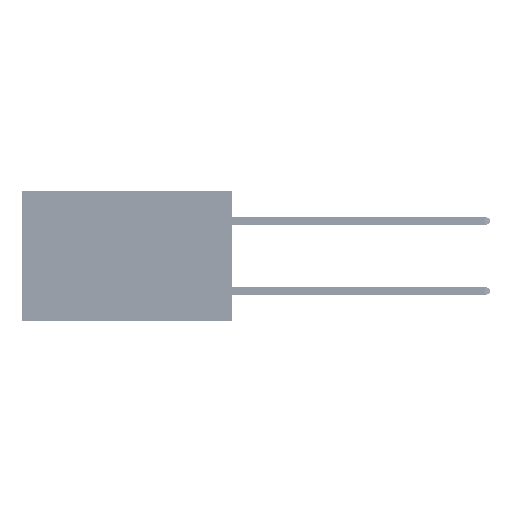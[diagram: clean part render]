
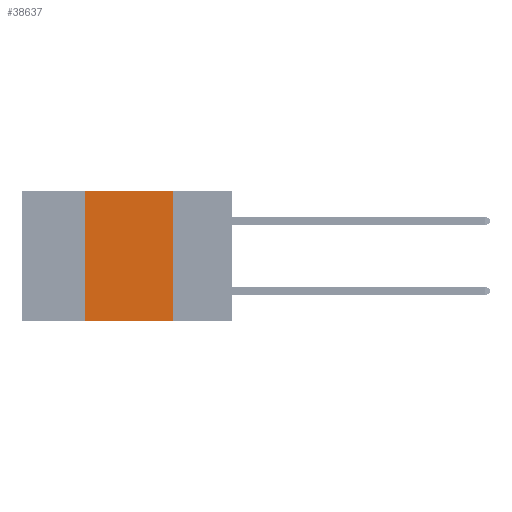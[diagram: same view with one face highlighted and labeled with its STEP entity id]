
A CAD part, left-side view. The second image highlights one B-rep face of the part: STEP entity #38637.
In plain terms, the highlighted planar face has unit normal (-1, 0, 0).
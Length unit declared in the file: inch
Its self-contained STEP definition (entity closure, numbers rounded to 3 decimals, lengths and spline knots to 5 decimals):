
#719 = AXIS2_PLACEMENT_3D ( 'NONE', #28651, #4170, #32662 ) ;
#1163 = EDGE_CURVE ( 'NONE', #45582, #24161, #25829, .T. ) ;
#1515 = VECTOR ( 'NONE', #22791, 39.37008 ) ;
#4170 = DIRECTION ( 'NONE',  ( 1., 0., 0. ) ) ;
#6809 = CARTESIAN_POINT ( 'NONE',  ( 0., 0.17, 0. ) ) ;
#7621 = CARTESIAN_POINT ( 'NONE',  ( 0., 0.17, 0. ) ) ;
#7824 = ORIENTED_EDGE ( 'NONE', *, *, #11659, .F. ) ;
#9725 = VERTEX_POINT ( 'NONE', #41195 ) ;
#10482 = LINE ( 'NONE', #34763, #11760 ) ;
#11659 = EDGE_CURVE ( 'NONE', #9725, #45582, #25697, .T. ) ;
#11760 = VECTOR ( 'NONE', #38743, 39.37008 ) ;
#14875 = LINE ( 'NONE', #18700, #1515 ) ;
#16253 = PLANE ( 'NONE',  #719 ) ;
#18700 = CARTESIAN_POINT ( 'NONE',  ( 0., 0.6, -0.37 ) ) ;
#22791 = DIRECTION ( 'NONE',  ( 0., -1., 0. ) ) ;
#24161 = VERTEX_POINT ( 'NONE', #46658 ) ;
#25697 = LINE ( 'NONE', #51428, #36415 ) ;
#25829 = LINE ( 'NONE', #7621, #35321 ) ;
#26237 = CARTESIAN_POINT ( 'NONE',  ( 0., 0.42, -0.37 ) ) ;
#26420 = ORIENTED_EDGE ( 'NONE', *, *, #39973, .F. ) ;
#27523 = DIRECTION ( 'NONE',  ( 0., -1., 0. ) ) ;
#28651 = CARTESIAN_POINT ( 'NONE',  ( 0., 0.6, 0. ) ) ;
#32662 = DIRECTION ( 'NONE',  ( 0., 0., -1. ) ) ;
#34763 = CARTESIAN_POINT ( 'NONE',  ( 0., 0.42, 0. ) ) ;
#35321 = VECTOR ( 'NONE', #47739, 39.37008 ) ;
#36415 = VECTOR ( 'NONE', #27523, 39.37008 ) ;
#37337 = EDGE_LOOP ( 'NONE', ( #45800, #7824, #26420, #51427 ) ) ;
#38637 = ADVANCED_FACE ( 'NONE', ( #42971 ), #16253, .F. ) ;
#38743 = DIRECTION ( 'NONE',  ( 0., 0., 1. ) ) ;
#39973 = EDGE_CURVE ( 'NONE', #48339, #9725, #10482, .T. ) ;
#40568 = EDGE_CURVE ( 'NONE', #48339, #24161, #14875, .T. ) ;
#41195 = CARTESIAN_POINT ( 'NONE',  ( 0., 0.42, 0. ) ) ;
#42971 = FACE_OUTER_BOUND ( 'NONE', #37337, .T. ) ;
#45582 = VERTEX_POINT ( 'NONE', #6809 ) ;
#45800 = ORIENTED_EDGE ( 'NONE', *, *, #1163, .F. ) ;
#46658 = CARTESIAN_POINT ( 'NONE',  ( 0., 0.17, -0.37 ) ) ;
#47739 = DIRECTION ( 'NONE',  ( 0., 0., -1. ) ) ;
#48339 = VERTEX_POINT ( 'NONE', #26237 ) ;
#51427 = ORIENTED_EDGE ( 'NONE', *, *, #40568, .T. ) ;
#51428 = CARTESIAN_POINT ( 'NONE',  ( 0., 0.6, 0. ) ) ;
